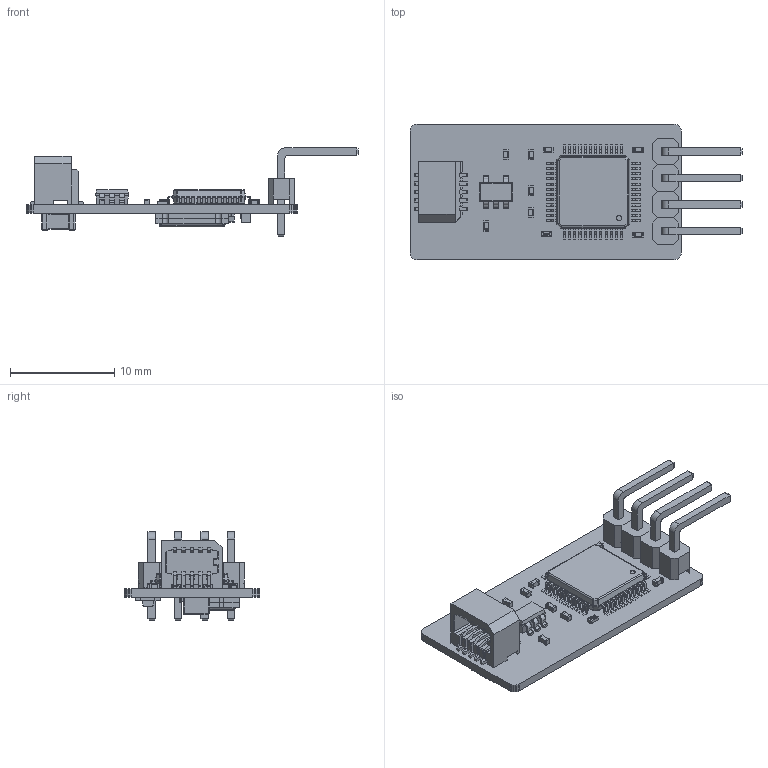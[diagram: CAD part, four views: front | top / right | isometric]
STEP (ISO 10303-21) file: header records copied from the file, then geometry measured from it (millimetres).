
FILE_DESCRIPTION(('Open CASCADE Model'),'2;1');
FILE_NAME('Open CASCADE Shape Model','2022-01-18T18:49:20',('Author'),( 'Open CASCADE'),'Open CASCADE STEP processor 6.8','Open CASCADE 6.8' ,'Unknown');
FILE_SCHEMA(('AUTOMOTIVE_DESIGN { 1 0 10303 214 1 1 1 1 }'));
Length unit declared in the file: millimetre
Products named in the file (44): PCB; Board; C2; SMD_1210; VD1; User_Library-LTST-C190GKT; Pad005; Pad001; Pad004; Pad003; Lens; Pad; R1; User_Library-R_0402; X2; User_Library-PLS-4R_gold; X1; 533091070; Open CASCADE STEP translator 6.8 2.6.1.1; Open CASCADE STEP translator 6.8 2.6.1.2; R3; R2; G1; User_Library-KXO-97V; DD1; vbh48a; BODY_VBH48A; LEAD_VBH48A; DA1; User_Library-SOT23-5-3; User_Library-SOT23-5-3_Free-Models003; User_Library-SOT23-5-3_Fusion; C11; CAPC0603; C10; User_Library-C0402-1; C9; C8; C7; C6 ...
Assembly tree (100 placements, depth 4):
  PCB
    Board
    C2
      SMD_1210
    VD1
      User_Library-LTST-C190GKT
        Pad005
        Pad001
        Pad004
        Pad003
        Lens
        Pad
    R1
      User_Library-R_0402
    X2
      User_Library-PLS-4R_gold
    X1
      533091070
        Open CASCADE STEP translator 6.8 2.6.1.1
        Open CASCADE STEP translator 6.8 2.6.1.2
    R3
      User_Library-R_0402
    R2
      User_Library-R_0402
    G1
      User_Library-KXO-97V
    DD1
      vbh48a
        BODY_VBH48A
        LEAD_VBH48A  x48
    DA1
      User_Library-SOT23-5-3
        User_Library-SOT23-5-3_Free-Models003
        User_Library-SOT23-5-3_Fusion
    C11
      CAPC0603
    C10
      User_Library-C0402-1
    C9
      User_Library-C0402-1
    C8
      User_Library-C0402-1
    C7
      User_Library-C0402-1
    C6
      User_Library-C0402-1
    C5
      User_Library-C0402-1
    C4
      User_Library-C0402-1
    C3
      User_Library-C0402-1
    C1
      User_Library-C0402-1
Bounding box: 31.83 x 13 x 8.45 mm (x, y, z)
Volume: 556.2 mm3; surface area: 1718.3 mm2
Topology: 92 solids, 92 shells, 2646 faces, 6543 edges, 4074 vertices
Faces by surface type: plane 1592, cylinder 576, bspline 284, sphere 194
Full cylindrical faces by diameter (mm): 0.95 x4
Entity records: 43192 total; most frequent: CARTESIAN_POINT 9612, ORIENTED_EDGE 6028, DIRECTION 5521, EDGE_CURVE 3014, LINE 2491, VECTOR 2491, VERTEX_POINT 1904, AXIS2_PLACEMENT_3D 1515
